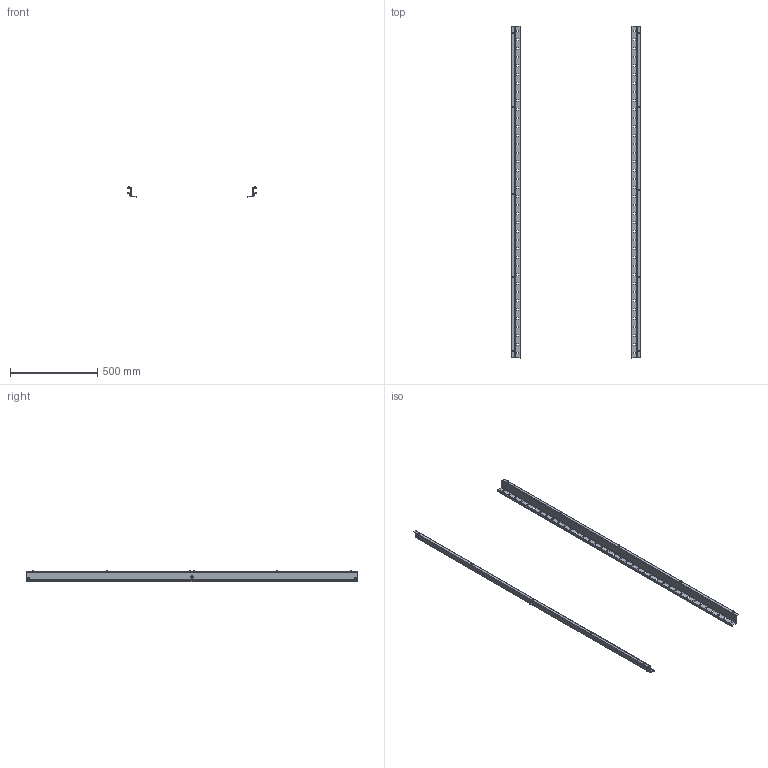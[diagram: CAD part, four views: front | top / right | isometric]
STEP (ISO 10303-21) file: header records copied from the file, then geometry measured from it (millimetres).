
FILE_DESCRIPTION (( 'STEP AP203' ), '1' );
FILE_NAME ('UR31202200000 Êîìïëåêò ñòîåê äëÿ êðåïëåíèÿ ôàëüø-ïàíåëåé RS52 200.00 (000.801.499-02).STEP', '2022-04-18T08:26:42', ( '' ), ( '' ), 'SwSTEP 2.0', 'SolidWorks 2017', '' );
FILE_SCHEMA (( 'CONFIG_CONTROL_DESIGN' ));
Length unit declared in the file: millimetre
Products named in the file (8): Âèíò DIN 7500 C TORX_Œ5å10; Ãàéêà êëåòåâàÿ_M5-4B; 000.330.052 栺鍣罻_02(200); Ãàéêà êâàäðàòíàÿ_Œ5; UR31202200000 Êîìïëåêò ñòîåê äëÿ êðåïëåíèÿ ôàëüø-ïàíåëåé RS52 200.00 (000.801.499-02); Øïèëüêà çàçåìëåíèÿ CKF CS_Œ8å20; 030-108 栺鍣罻_02(200); Êëåòêà ãàéêè_M6-4€
Assembly tree (20 placements, depth 3):
  UR31202200000 Êîìïëåêò ñòîåê äëÿ êðåïëåíèÿ ôàëüø-ïàíåëåé RS52 200.00 (000.801.499-02)
    000.330.052 栺鍣罻_02(200)  x2
      030-108 栺鍣罻_02(200)
      Øïèëüêà çàçåìëåíèÿ CKF CS_Œ8å20
    Âèíò DIN 7500 C TORX_Œ5å10  x10
    Ãàéêà êëåòåâàÿ_M5-4B  x4
      Êëåòêà ãàéêè_M6-4€
      Ãàéêà êâàäðàòíàÿ_Œ5
Bounding box: 743.36 x 1907 x 68 mm (x, y, z)
Volume: 811385.9 mm3; surface area: 836025.7 mm2
Topology: 22 solids, 22 shells, 1260 faces, 3196 edges, 2000 vertices
Faces by surface type: plane 842, cylinder 314, cone 52, bspline 32, sphere 20
Entity records: 12668 total; most frequent: CARTESIAN_POINT 2387, ORIENTED_EDGE 1884, DIRECTION 1787, EDGE_CURVE 942, VECTOR 767, LINE 767, VERTEX_POINT 592, AXIS2_PLACEMENT_3D 510
